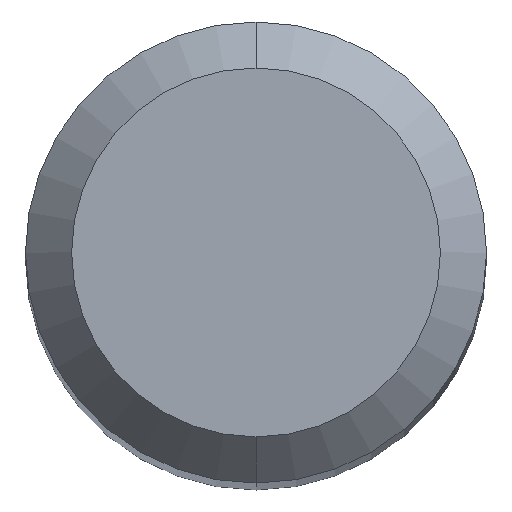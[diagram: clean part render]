
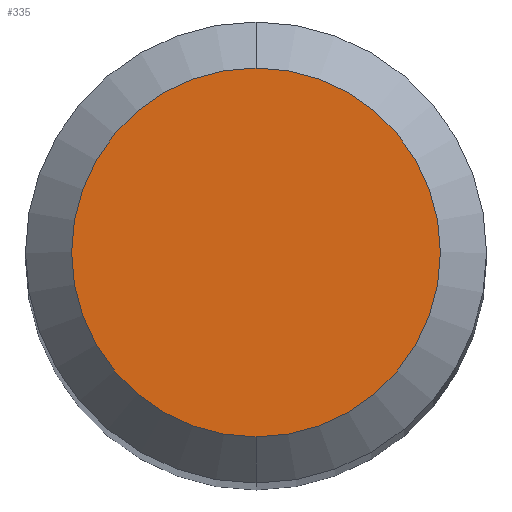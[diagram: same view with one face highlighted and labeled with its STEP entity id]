
A CAD part, top view. The second image highlights one B-rep face of the part: STEP entity #335.
In plain terms, the highlighted planar face has unit normal (0, 0, 1).
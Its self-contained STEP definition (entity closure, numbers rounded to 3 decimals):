
#261=VERTEX_POINT('',#574);
#335=ADVANCED_FACE('',(#657),#658,.T.);
#347=EDGE_CURVE('',#397,#261,#670,.T.);
#397=VERTEX_POINT('',#725);
#411=EDGE_CURVE('',#261,#397,#740,.T.);
#574=CARTESIAN_POINT('',(0.0,1.2,0.0));
#657=FACE_OUTER_BOUND('',#1203,.T.);
#658=PLANE('',#1204);
#670=CIRCLE('',#1220,1.2);
#725=CARTESIAN_POINT('',(0.,-1.2,0.0));
#740=CIRCLE('',#1355,1.2);
#1203=EDGE_LOOP('',(#1644,#1645));
#1204=AXIS2_PLACEMENT_3D('',#1646,#1647,#1648);
#1220=AXIS2_PLACEMENT_3D('',#1653,#1654,#1655);
#1355=AXIS2_PLACEMENT_3D('',#1720,#1721,#1722);
#1644=ORIENTED_EDGE('',*,*,#411,.F.);
#1645=ORIENTED_EDGE('',*,*,#347,.F.);
#1646=CARTESIAN_POINT('',(0.0,0.6,0.0));
#1647=DIRECTION('',(-0.0,0.0,1.0));
#1648=DIRECTION('',(0.0,-1.0,0.0));
#1653=CARTESIAN_POINT('',(0.0,0.0,0.0));
#1654=DIRECTION('',(0.0,0.0,-1.0));
#1655=DIRECTION('',(0.0,1.0,0.0));
#1720=CARTESIAN_POINT('',(0.0,0.0,0.0));
#1721=DIRECTION('',(0.0,0.0,-1.0));
#1722=DIRECTION('',(0.0,1.0,0.0));
